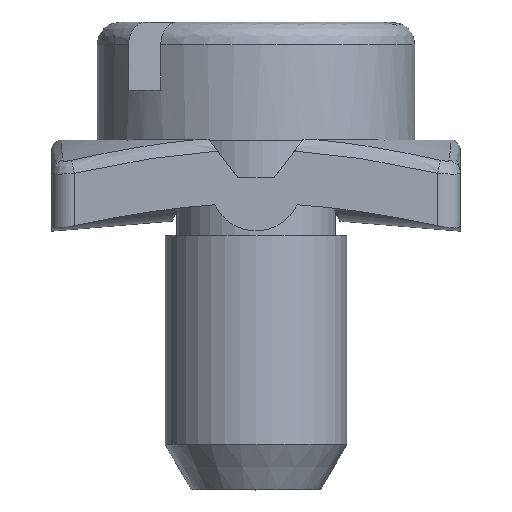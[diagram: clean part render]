
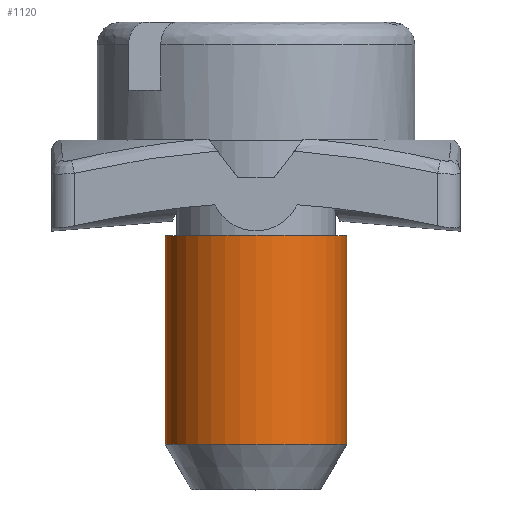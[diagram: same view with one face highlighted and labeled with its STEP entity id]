
A CAD part, top view. The second image highlights one B-rep face of the part: STEP entity #1120.
In plain terms, the highlighted cylindrical face has radius 2 mm (diameter 4 mm), a full revolution.
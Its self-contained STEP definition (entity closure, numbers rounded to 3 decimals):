
#807=CYLINDRICAL_SURFACE('',#4644,2.);
#1120=ADVANCED_FACE('',(#1459,#1460),#807,.T.);
#1459=FACE_BOUND('',#1589,.T.);
#1460=FACE_BOUND('',#1590,.T.);
#1589=EDGE_LOOP('',(#2423));
#1590=EDGE_LOOP('',(#2424));
#1769=CIRCLE('',#4641,2.);
#1770=CIRCLE('',#4643,2.);
#2423=ORIENTED_EDGE('',*,*,#3596,.T.);
#2424=ORIENTED_EDGE('',*,*,#3597,.T.);
#3134=VERTEX_POINT('',#7105);
#3135=VERTEX_POINT('',#7108);
#3596=EDGE_CURVE('',#3134,#3134,#1769,.T.);
#3597=EDGE_CURVE('',#3135,#3135,#1770,.T.);
#4641=AXIS2_PLACEMENT_3D('',#7104,#5262,#5263);
#4643=AXIS2_PLACEMENT_3D('',#7107,#5266,#5267);
#4644=AXIS2_PLACEMENT_3D('',#7109,#5268,#5269);
#5262=DIRECTION('',(0.,-1.,0.));
#5263=DIRECTION('',(1.,0.,0.));
#5266=DIRECTION('',(0.,1.,0.));
#5267=DIRECTION('',(1.,0.,0.));
#5268=DIRECTION('',(0.,1.,0.));
#5269=DIRECTION('',(1.,0.,0.));
#7104=CARTESIAN_POINT('',(0.,5.6,0.));
#7105=CARTESIAN_POINT('',(2.,5.6,0.));
#7107=CARTESIAN_POINT('',(0.,1.,0.));
#7108=CARTESIAN_POINT('',(2.,1.,0.));
#7109=CARTESIAN_POINT('',(0.,1.,0.));
